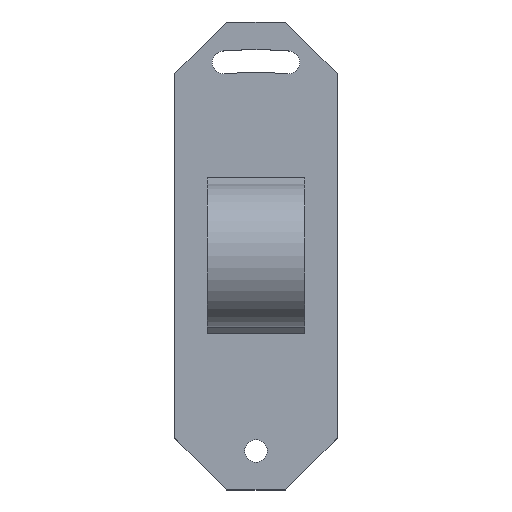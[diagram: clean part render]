
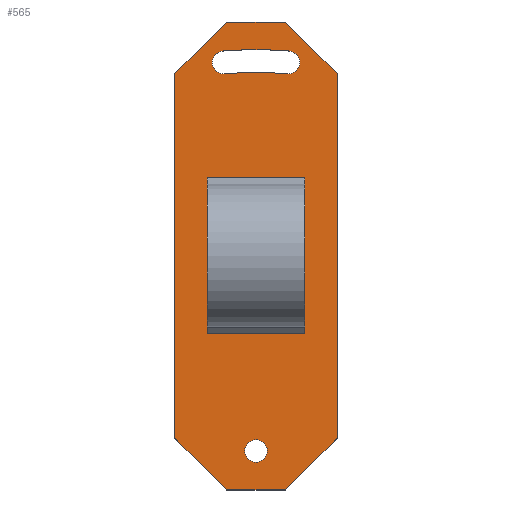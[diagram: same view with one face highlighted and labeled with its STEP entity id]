
A CAD part, top view. The second image highlights one B-rep face of the part: STEP entity #565.
In plain terms, the highlighted planar face has unit normal (0, 0, 1).
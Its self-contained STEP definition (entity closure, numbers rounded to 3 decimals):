
#24=FACE_BOUND('',#119,.T.);
#25=FACE_BOUND('',#120,.T.);
#26=FACE_BOUND('',#121,.T.);
#44=PLANE('',#649);
#76=FACE_OUTER_BOUND('',#118,.T.);
#118=EDGE_LOOP('',(#496,#497,#498,#499,#500,#501,#502,#503));
#119=EDGE_LOOP('',(#504));
#120=EDGE_LOOP('',(#505,#506,#507,#508));
#121=EDGE_LOOP('',(#509,#510,#511,#512));
#130=LINE('',#868,#177);
#136=LINE('',#879,#183);
#143=LINE('',#904,#190);
#146=LINE('',#909,#193);
#147=LINE('',#913,#194);
#150=LINE('',#917,#197);
#151=LINE('',#920,#198);
#161=LINE('',#955,#208);
#166=LINE('',#970,#213);
#168=LINE('',#973,#215);
#169=LINE('',#976,#216);
#170=LINE('',#979,#217);
#177=VECTOR('',#708,10.);
#183=VECTOR('',#716,10.);
#190=VECTOR('',#737,10.);
#193=VECTOR('',#742,10.);
#194=VECTOR('',#745,10.);
#197=VECTOR('',#750,10.);
#198=VECTOR('',#753,10.);
#208=VECTOR('',#791,10.);
#213=VECTOR('',#804,10.);
#215=VECTOR('',#808,10.);
#216=VECTOR('',#813,10.);
#217=VECTOR('',#818,10.);
#235=CIRCLE('',#628,1.75);
#236=CIRCLE('',#630,1.75);
#237=CIRCLE('',#632,58.25);
#238=CIRCLE('',#634,1.75);
#239=CIRCLE('',#636,61.75);
#258=VERTEX_POINT('',#866);
#259=VERTEX_POINT('',#867);
#263=VERTEX_POINT('',#877);
#274=VERTEX_POINT('',#903);
#275=VERTEX_POINT('',#907);
#276=VERTEX_POINT('',#911);
#277=VERTEX_POINT('',#912);
#278=VERTEX_POINT('',#919);
#279=VERTEX_POINT('',#923);
#280=VERTEX_POINT('',#927);
#281=VERTEX_POINT('',#929);
#282=VERTEX_POINT('',#933);
#283=VERTEX_POINT('',#937);
#288=VERTEX_POINT('',#952);
#289=VERTEX_POINT('',#954);
#294=VERTEX_POINT('',#967);
#295=VERTEX_POINT('',#969);
#314=EDGE_CURVE('',#258,#259,#130,.T.);
#320=EDGE_CURVE('',#258,#263,#136,.T.);
#332=EDGE_CURVE('',#274,#263,#143,.T.);
#335=EDGE_CURVE('',#275,#274,#146,.T.);
#336=EDGE_CURVE('',#276,#277,#147,.T.);
#339=EDGE_CURVE('',#259,#276,#150,.T.);
#340=EDGE_CURVE('',#278,#275,#151,.T.);
#342=EDGE_CURVE('',#279,#279,#235,.T.);
#345=EDGE_CURVE('',#281,#280,#236,.T.);
#347=EDGE_CURVE('',#282,#281,#237,.T.);
#349=EDGE_CURVE('',#283,#282,#238,.T.);
#351=EDGE_CURVE('',#280,#283,#239,.T.);
#357=EDGE_CURVE('',#288,#289,#161,.T.);
#364=EDGE_CURVE('',#295,#294,#166,.T.);
#366=EDGE_CURVE('',#295,#288,#168,.T.);
#368=EDGE_CURVE('',#289,#294,#169,.T.);
#370=EDGE_CURVE('',#277,#278,#170,.T.);
#496=ORIENTED_EDGE('',*,*,#314,.F.);
#497=ORIENTED_EDGE('',*,*,#320,.T.);
#498=ORIENTED_EDGE('',*,*,#332,.F.);
#499=ORIENTED_EDGE('',*,*,#335,.F.);
#500=ORIENTED_EDGE('',*,*,#340,.F.);
#501=ORIENTED_EDGE('',*,*,#370,.F.);
#502=ORIENTED_EDGE('',*,*,#336,.F.);
#503=ORIENTED_EDGE('',*,*,#339,.F.);
#504=ORIENTED_EDGE('',*,*,#342,.T.);
#505=ORIENTED_EDGE('',*,*,#349,.T.);
#506=ORIENTED_EDGE('',*,*,#347,.T.);
#507=ORIENTED_EDGE('',*,*,#345,.T.);
#508=ORIENTED_EDGE('',*,*,#351,.T.);
#509=ORIENTED_EDGE('',*,*,#368,.F.);
#510=ORIENTED_EDGE('',*,*,#357,.F.);
#511=ORIENTED_EDGE('',*,*,#366,.F.);
#512=ORIENTED_EDGE('',*,*,#364,.T.);
#565=ADVANCED_FACE('',(#76,#24,#25,#26),#44,.T.);
#628=AXIS2_PLACEMENT_3D('',#924,#757,#758);
#630=AXIS2_PLACEMENT_3D('',#930,#763,#764);
#632=AXIS2_PLACEMENT_3D('',#934,#768,#769);
#634=AXIS2_PLACEMENT_3D('',#938,#773,#774);
#636=AXIS2_PLACEMENT_3D('',#941,#778,#779);
#649=AXIS2_PLACEMENT_3D('',#978,#816,#817);
#708=DIRECTION('',(-0.707,0.707,0.));
#716=DIRECTION('',(1.,0.,0.));
#737=DIRECTION('',(-0.707,-0.707,0.));
#742=DIRECTION('',(0.,-1.,0.));
#745=DIRECTION('',(0.707,0.707,0.));
#750=DIRECTION('',(0.,1.,0.));
#753=DIRECTION('',(0.707,-0.707,0.));
#757=DIRECTION('center_axis',(0.,0.,-1.));
#758=DIRECTION('ref_axis',(1.,0.,0.));
#763=DIRECTION('center_axis',(0.,0.,-1.));
#764=DIRECTION('ref_axis',(-0.083,0.997,0.));
#768=DIRECTION('center_axis',(0.,0.,1.));
#769=DIRECTION('ref_axis',(-0.083,-0.997,0.));
#773=DIRECTION('center_axis',(0.,0.,-1.));
#774=DIRECTION('ref_axis',(-0.083,-0.997,0.));
#778=DIRECTION('center_axis',(0.,0.,-1.));
#779=DIRECTION('ref_axis',(0.083,0.997,0.));
#791=DIRECTION('',(1.,0.,0.));
#804=DIRECTION('',(1.,0.,0.));
#808=DIRECTION('',(0.,-1.,0.));
#813=DIRECTION('',(0.,1.,0.));
#816=DIRECTION('center_axis',(0.,0.,1.));
#817=DIRECTION('ref_axis',(0.,-1.,0.));
#818=DIRECTION('',(1.,0.,0.));
#866=CARTESIAN_POINT('',(-4.5,-36.,6.));
#867=CARTESIAN_POINT('',(-12.5,-28.,6.));
#868=CARTESIAN_POINT('',(-23.375,-17.125,6.));
#877=CARTESIAN_POINT('',(4.5,-36.,6.));
#879=CARTESIAN_POINT('',(0.,-36.,6.));
#903=CARTESIAN_POINT('',(12.5,-28.,6.));
#904=CARTESIAN_POINT('',(23.375,-17.125,6.));
#907=CARTESIAN_POINT('',(12.5,28.,6.));
#909=CARTESIAN_POINT('',(12.5,-18.,6.));
#911=CARTESIAN_POINT('',(-12.5,28.,6.));
#912=CARTESIAN_POINT('',(-4.5,36.,6.));
#913=CARTESIAN_POINT('',(-5.375,35.125,6.));
#917=CARTESIAN_POINT('',(-12.5,18.,6.));
#919=CARTESIAN_POINT('',(4.5,36.,6.));
#920=CARTESIAN_POINT('',(5.375,35.125,6.));
#923=CARTESIAN_POINT('',(-1.75,-30.,6.));
#924=CARTESIAN_POINT('Origin',(0.,-30.,6.));
#927=CARTESIAN_POINT('',(-5.146,31.535,6.));
#929=CARTESIAN_POINT('',(-4.854,28.047,6.));
#930=CARTESIAN_POINT('Origin',(-5.,29.791,6.));
#933=CARTESIAN_POINT('',(4.854,28.047,6.));
#934=CARTESIAN_POINT('Origin',(0.,-30.,6.));
#937=CARTESIAN_POINT('',(5.146,31.535,6.));
#938=CARTESIAN_POINT('Origin',(5.,29.791,6.));
#941=CARTESIAN_POINT('Origin',(0.,-30.,6.));
#952=CARTESIAN_POINT('',(-7.5,-12.,6.));
#954=CARTESIAN_POINT('',(7.5,-12.,6.));
#955=CARTESIAN_POINT('',(0.,-12.,6.));
#967=CARTESIAN_POINT('',(7.5,12.,6.));
#969=CARTESIAN_POINT('',(-7.5,12.,6.));
#970=CARTESIAN_POINT('',(0.,12.,6.));
#973=CARTESIAN_POINT('',(-7.5,0.,6.));
#976=CARTESIAN_POINT('',(7.5,0.,6.));
#978=CARTESIAN_POINT('Origin',(0.,36.,6.));
#979=CARTESIAN_POINT('',(0.,36.,6.));
